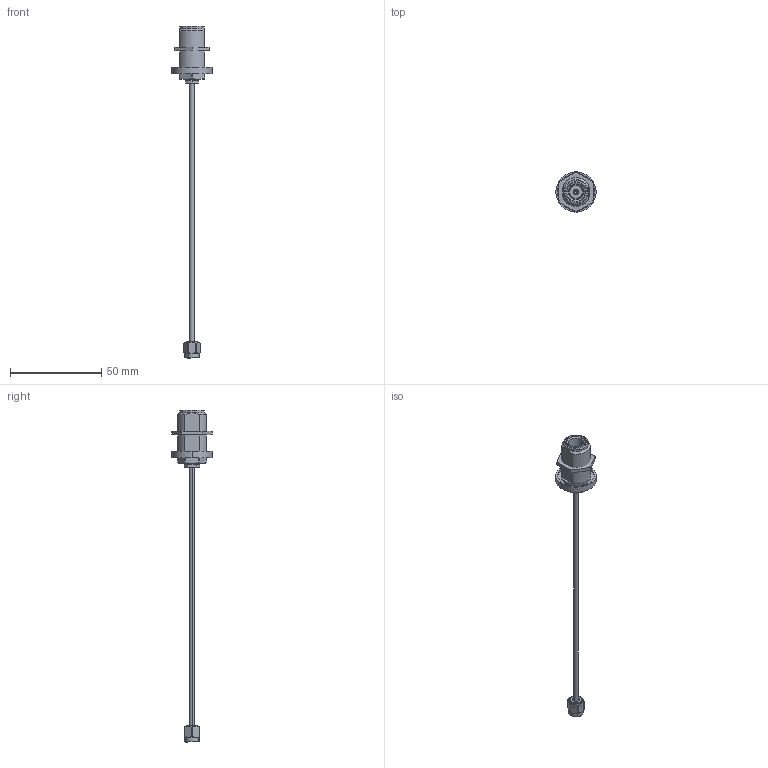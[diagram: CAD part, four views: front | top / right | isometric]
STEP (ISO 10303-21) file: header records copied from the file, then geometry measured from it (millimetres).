
FILE_DESCRIPTION (( 'STEP AP214' ), '1' );
FILE_NAME ('C29S-01-09-L.STEP', '2024-04-12T01:32:20', ( '' ), ( '' ), 'SwSTEP 2.0', 'SolidWorks 2014', '' );
FILE_SCHEMA (( 'AUTOMOTIVE_DESIGN' ));
Length unit declared in the file: millimetre
Products named in the file (16): SMA-J-01-02; 3; N-KY-04-01; N-J-41-03; N-KY-04-02; N-KY-03-02; 橈埽赽; N-KY-04-03; 2; C29S-01-09-L; 1; C29S; SMA-J-01-03; SMA-J-01-01; SMA-JD-02-00; N-KY-04-00
Assembly tree (15 placements, depth 3):
  C29S-01-09-L
    C29S
    SMA-JD-02-00
      1
      2
      SMA-J-01-01
      3
      SMA-J-01-02
      SMA-J-01-03
    N-KY-04-00
      N-KY-04-01
      N-KY-04-02
      N-KY-04-03
      N-J-41-03
      橈埽赽
      N-KY-03-02
Bounding box: 22 x 22 x 181.65 mm (x, y, z)
Volume: 6354.1 mm3; surface area: 11595.6 mm2
Topology: 16 solids, 16 shells, 377 faces, 861 edges, 544 vertices
Faces by surface type: cylinder 154, plane 118, cone 91, bspline 12, torus 2
Entity records: 15741 total; most frequent: CARTESIAN_POINT 2502, DIRECTION 1959, ORIENTED_EDGE 1714, EDGE_CURVE 857, AXIS2_PLACEMENT_3D 817, VERTEX_POINT 544, EDGE_LOOP 433, CIRCLE 432
